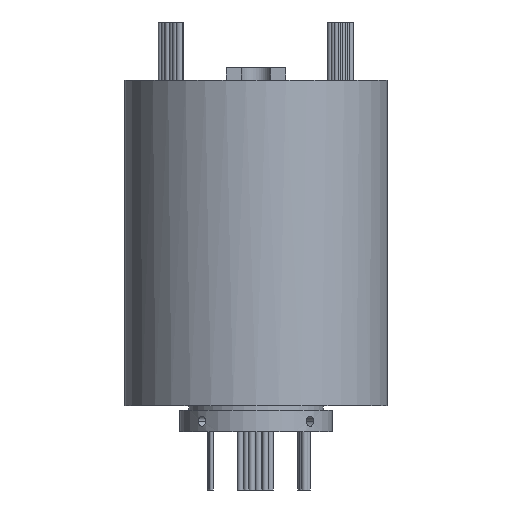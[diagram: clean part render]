
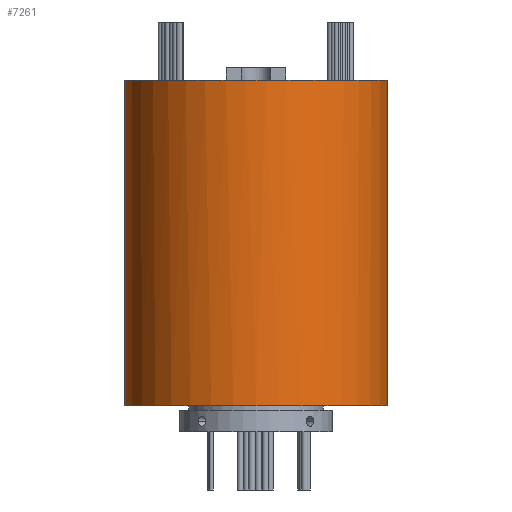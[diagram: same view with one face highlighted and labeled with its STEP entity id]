
A CAD part, front view. The second image highlights one B-rep face of the part: STEP entity #7261.
In plain terms, the highlighted cylindrical face has radius 43 mm (diameter 86 mm), a partial arc.
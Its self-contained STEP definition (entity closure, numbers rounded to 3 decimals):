
#97 = DIRECTION ( 'NONE',  ( 1., 0., 0. ) ) ;
#106 = CARTESIAN_POINT ( 'NONE',  ( -9.75, -41.88, 115. ) ) ;
#279 = VERTEX_POINT ( 'NONE', #5834 ) ;
#718 = CARTESIAN_POINT ( 'NONE',  ( 0., 0., 115. ) ) ;
#739 = AXIS2_PLACEMENT_3D ( 'NONE', #5768, #1779, #6439 ) ;
#947 = AXIS2_PLACEMENT_3D ( 'NONE', #718, #6051, #8023 ) ;
#1013 = VERTEX_POINT ( 'NONE', #4529 ) ;
#1129 = ORIENTED_EDGE ( 'NONE', *, *, #1605, .T. ) ;
#1605 = EDGE_CURVE ( 'NONE', #1013, #6172, #5587, .T. ) ;
#1779 = DIRECTION ( 'NONE',  ( 0., 0., 1. ) ) ;
#1999 = DIRECTION ( 'NONE',  ( 0., 0., 1. ) ) ;
#2174 = ORIENTED_EDGE ( 'NONE', *, *, #7942, .F. ) ;
#2176 = CIRCLE ( 'NONE', #8026, 43. ) ;
#2515 = ORIENTED_EDGE ( 'NONE', *, *, #7743, .T. ) ;
#2647 = EDGE_CURVE ( 'NONE', #279, #7603, #7539, .T. ) ;
#2669 = CARTESIAN_POINT ( 'NONE',  ( 0., 0., 115. ) ) ;
#2793 = AXIS2_PLACEMENT_3D ( 'NONE', #8077, #4108, #97 ) ;
#2968 = CARTESIAN_POINT ( 'NONE',  ( 43., 0., 8.6 ) ) ;
#3016 = LINE ( 'NONE', #4301, #8105 ) ;
#3024 = FACE_OUTER_BOUND ( 'NONE', #5508, .T. ) ;
#3116 = VECTOR ( 'NONE', #5854, 1000. ) ;
#3234 = ORIENTED_EDGE ( 'NONE', *, *, #6847, .F. ) ;
#3314 = DIRECTION ( 'NONE',  ( 1., 0., 0. ) ) ;
#3347 = LINE ( 'NONE', #5166, #3116 ) ;
#3995 = CARTESIAN_POINT ( 'NONE',  ( 43., 0., 115. ) ) ;
#4108 = DIRECTION ( 'NONE',  ( 0., 0., 1. ) ) ;
#4301 = CARTESIAN_POINT ( 'NONE',  ( -43., 0., 115. ) ) ;
#4529 = CARTESIAN_POINT ( 'NONE',  ( -43., 0., 8.6 ) ) ;
#4591 = CYLINDRICAL_SURFACE ( 'NONE', #947, 43. ) ;
#4903 = VERTEX_POINT ( 'NONE', #3995 ) ;
#5025 = EDGE_CURVE ( 'NONE', #7603, #8232, #2176, .T. ) ;
#5166 = CARTESIAN_POINT ( 'NONE',  ( 43., 0., 115. ) ) ;
#5232 = AXIS2_PLACEMENT_3D ( 'NONE', #2669, #7279, #3314 ) ;
#5508 = EDGE_LOOP ( 'NONE', ( #2174, #3234, #7157, #7373, #2515, #1129 ) ) ;
#5587 = CIRCLE ( 'NONE', #2793, 43. ) ;
#5768 = CARTESIAN_POINT ( 'NONE',  ( 0., 0., 115. ) ) ;
#5834 = CARTESIAN_POINT ( 'NONE',  ( -43., 0., 115. ) ) ;
#5854 = DIRECTION ( 'NONE',  ( 0., 0., -1. ) ) ;
#5977 = CARTESIAN_POINT ( 'NONE',  ( 0., 0., 115. ) ) ;
#6051 = DIRECTION ( 'NONE',  ( 0., 0., -1. ) ) ;
#6172 = VERTEX_POINT ( 'NONE', #2968 ) ;
#6439 = DIRECTION ( 'NONE',  ( 1., 0., 0. ) ) ;
#6638 = DIRECTION ( 'NONE',  ( 1., 0., 0. ) ) ;
#6847 = EDGE_CURVE ( 'NONE', #8232, #4903, #7692, .T. ) ;
#7157 = ORIENTED_EDGE ( 'NONE', *, *, #5025, .F. ) ;
#7261 = ADVANCED_FACE ( 'NONE', ( #3024 ), #4591, .T. ) ;
#7279 = DIRECTION ( 'NONE',  ( 0., 0., 1. ) ) ;
#7373 = ORIENTED_EDGE ( 'NONE', *, *, #2647, .F. ) ;
#7539 = CIRCLE ( 'NONE', #5232, 43. ) ;
#7603 = VERTEX_POINT ( 'NONE', #106 ) ;
#7609 = DIRECTION ( 'NONE',  ( 0., 0., -1. ) ) ;
#7692 = CIRCLE ( 'NONE', #739, 43. ) ;
#7743 = EDGE_CURVE ( 'NONE', #279, #1013, #3016, .T. ) ;
#7942 = EDGE_CURVE ( 'NONE', #4903, #6172, #3347, .T. ) ;
#7962 = CARTESIAN_POINT ( 'NONE',  ( 9.75, -41.88, 115. ) ) ;
#8023 = DIRECTION ( 'NONE',  ( -1., 0., 0. ) ) ;
#8026 = AXIS2_PLACEMENT_3D ( 'NONE', #5977, #1999, #6638 ) ;
#8077 = CARTESIAN_POINT ( 'NONE',  ( 0., 0., 8.6 ) ) ;
#8105 = VECTOR ( 'NONE', #7609, 1000. ) ;
#8232 = VERTEX_POINT ( 'NONE', #7962 ) ;
